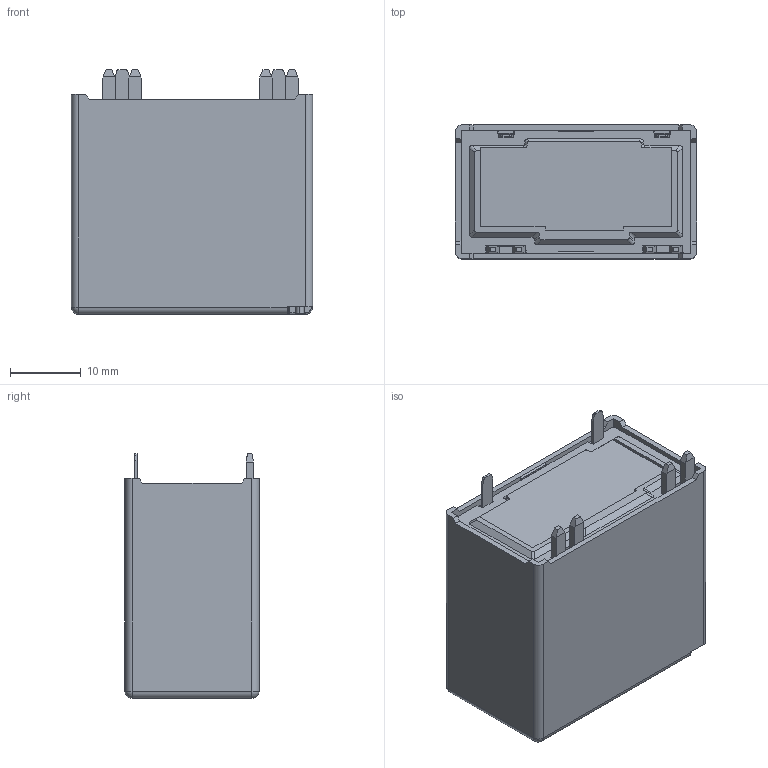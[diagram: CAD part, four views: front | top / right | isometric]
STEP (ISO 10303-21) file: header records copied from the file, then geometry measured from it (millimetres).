
FILE_DESCRIPTION (( 'STEP AP203' ), '1' );
FILE_NAME ('117____X______~__.STEP', '2018-06-20T06:19:33', ( ' ' ), ( '' ), 'SwSTEP 2.0', 'SolidWorks 2012', '' );
FILE_SCHEMA (( 'CONFIG_CONTROL_DESIGN' ));
Length unit declared in the file: millimetre
Products named in the file (17): MRC05鐵心_2018.05.02; 線圈; 11704_NO接點端子_2018.05.03_double pin; 11705_COM端子_2018.05.03_double pin; 11702_外蓋_2018.06.20; MRC08彈簧片_2017.01.20; MRC026_鉚釘161223_鉚後; 117_組合圖_對外用; 11701_底座_2018.06.13_1A規格; 11703_中彈片_2018.06.13(3.4mm)_3.4mm(開離); MRC20-TF(縮短足長鉚後)_頭5.0x1_足3.5x2; MRC19-TF(鉚後); MRC04支架_2016.12.23_soultion 1; 11708_磁極_2018.06.13(3.4mm)_3.2~3.4; 11707_線輪端子_2018.05.08_模擬打直; 11706_線輪_2018.05.03
Assembly tree (6 placements, depth 2):
  MRC05鐵心_2018.05.02
  線圈
  MRC08彈簧片_2017.01.20
  MRC026_鉚釘161223_鉚後
  117_組合圖_對外用
    11707_線輪端子_2018.05.08_模擬打直
    11707_線輪端子_2018.05.08_模擬打直
    11701_底座_2018.06.13_1A規格
    11705_COM端子_2018.05.03_double pin
    11702_外蓋_2018.06.20
    11704_NO接點端子_2018.05.03_double pin
Bounding box: 34 x 18.9 x 34.5 mm (x, y, z)
Volume: 3758.5 mm3; surface area: 8879.8 mm2
Topology: 6 solids, 6 shells, 260 faces, 715 edges, 464 vertices
Faces by surface type: plane 199, cylinder 48, cone 6, sphere 4, torus 3
Entity records: 9599 total; most frequent: CARTESIAN_POINT 1525, ORIENTED_EDGE 1422, DIRECTION 1301, EDGE_CURVE 711, VECTOR 605, LINE 605, VERTEX_POINT 464, AXIS2_PLACEMENT_3D 348
